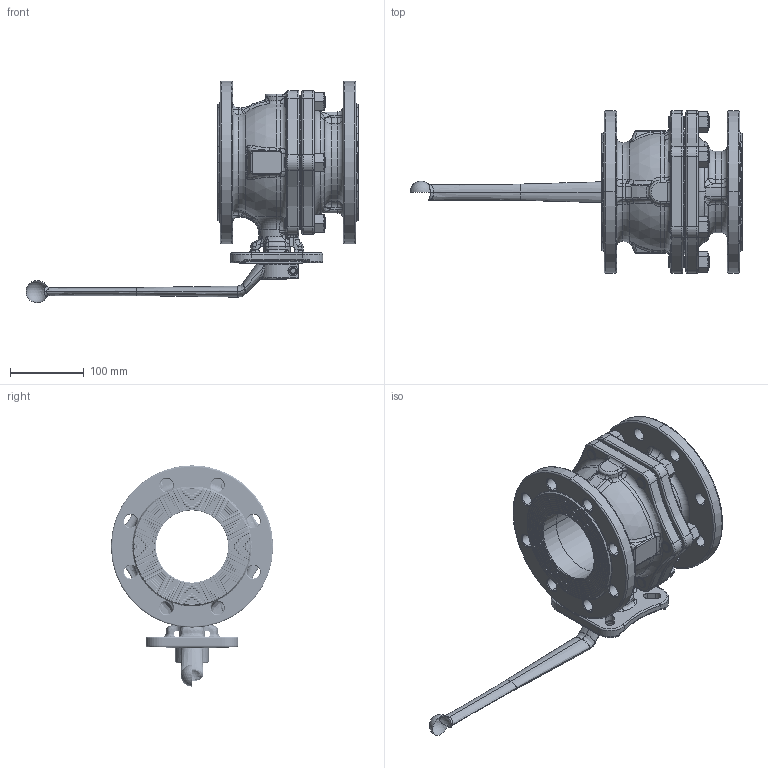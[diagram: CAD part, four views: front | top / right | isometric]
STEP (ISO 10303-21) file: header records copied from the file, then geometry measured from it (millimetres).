
FILE_DESCRIPTION((''),'2;1');
FILE_NAME('2019D-100-ASS_ASM','2014-12-24T',('Administrator'),(''),'PRO/ENGINEER BY PARAMETRIC TECHNOLOGY CORPORATION, 2011080','PRO/ENGINEER BY PARAMETRIC TECHNOLOGY CORPORATION, 2011080','');
FILE_SCHEMA(('CONFIG_CONTROL_DESIGN'));
Products named in the file (12): 2019D-PN16-100-M01-01; 2019D-PN16-100-M02-01; 2019D-100-BALL; 2013D-BASHOUPIAN; 2013D-HANDLE; 2019D-100-HANDLE-BOLT; 2019D-065-HANDLE-NUT; 2019D-100-STEM; 2019D-080-BODY-BOLT; 2019D-080-BODY-NUT; 2019D-100-GLAND-RING; 2019D-100-ASS_ASM
Assembly tree (21 placements, depth 2):
  2019D-100-ASS_ASM
    2019D-PN16-100-M01-01
    2019D-PN16-100-M02-01
    2019D-100-BALL
    2013D-BASHOUPIAN
    2013D-HANDLE
    2019D-100-HANDLE-BOLT
    2019D-065-HANDLE-NUT
    2019D-100-STEM
    2019D-080-BODY-BOLT  x6
    2019D-080-BODY-NUT  x6
    2019D-100-GLAND-RING
Bounding box: 450 x 220 x 300 mm (x, y, z)
Volume: 2627119.4 mm3; surface area: 575509.4 mm2
Topology: 21 solids, 21 shells, 2587 faces, 6770 edges, 4252 vertices
Faces by surface type: cylinder 834, bspline 518, plane 447, extrusion 290, torus 278, cone 202, sphere 18
Entity records: 139225 total; most frequent: CARTESIAN_POINT 91836, ORIENTED_EDGE 10934, DIRECTION 8022, EDGE_CURVE 5467, VERTEX_POINT 3427, AXIS2_PLACEMENT_3D 2977, B_SPLINE_CURVE_WITH_KNOTS 2404, EDGE_LOOP 2226
